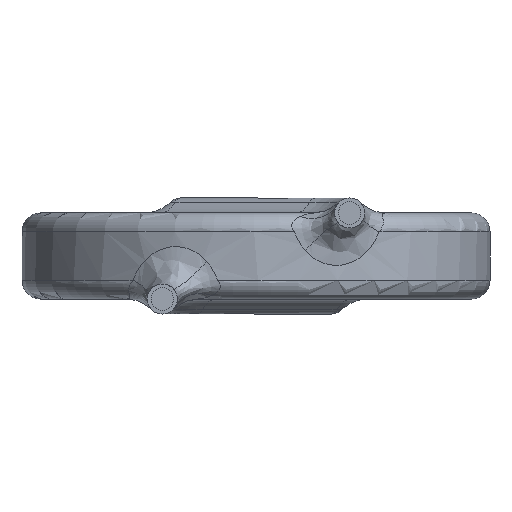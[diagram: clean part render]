
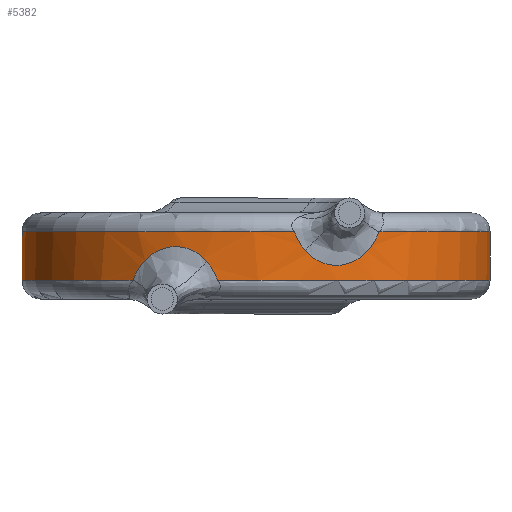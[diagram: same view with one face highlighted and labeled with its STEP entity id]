
A CAD part, front view. The second image highlights one B-rep face of the part: STEP entity #5382.
In plain terms, the highlighted cylindrical face has radius 6.25 mm (diameter 12.5 mm), a partial arc.
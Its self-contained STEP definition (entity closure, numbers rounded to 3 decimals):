
#30 = VERTEX_POINT ( 'NONE', #7571 ) ;
#39 = LINE ( 'NONE', #5885, #4904 ) ;
#132 = ORIENTED_EDGE ( 'NONE', *, *, #2695, .T. ) ;
#171 = CARTESIAN_POINT ( 'NONE',  ( 2.813, -5.582, -0.029 ) ) ;
#263 = DIRECTION ( 'NONE',  ( 0., 0., -1. ) ) ;
#313 = CIRCLE ( 'NONE', #6995, 6.25 ) ;
#555 = CARTESIAN_POINT ( 'NONE',  ( -2.252, -5.831, 0.251 ) ) ;
#741 = ORIENTED_EDGE ( 'NONE', *, *, #7056, .F. ) ;
#743 = B_SPLINE_CURVE_WITH_KNOTS ( 'NONE', 3,
 ( #6224, #2733, #2865, #1565 ),
 .UNSPECIFIED., .F., .F.,
 ( 4, 4 ),
 ( 0., 1. ),
 .UNSPECIFIED. ) ;
#872 = CARTESIAN_POINT ( 'NONE',  ( 3.035, -5.464, 0.185 ) ) ;
#979 = CIRCLE ( 'NONE', #2784, 6.25 ) ;
#1052 = CARTESIAN_POINT ( 'NONE',  ( 0., 0., -0.65 ) ) ;
#1091 = DIRECTION ( 'NONE',  ( -1., 0., 0. ) ) ;
#1139 = VERTEX_POINT ( 'NONE', #4046 ) ;
#1275 = DIRECTION ( 'NONE',  ( 0., 0., -1. ) ) ;
#1443 = VERTEX_POINT ( 'NONE', #7110 ) ;
#1477 = DIRECTION ( 'NONE',  ( 0., 0., -1. ) ) ;
#1523 = CARTESIAN_POINT ( 'NONE',  ( 3.248, -5.34, 0.547 ) ) ;
#1565 = CARTESIAN_POINT ( 'NONE',  ( -1.028, -6.165, -0.65 ) ) ;
#1622 = ORIENTED_EDGE ( 'NONE', *, *, #2798, .T. ) ;
#1767 = CARTESIAN_POINT ( 'NONE',  ( 3.282, -5.319, 0.65 ) ) ;
#1957 = CARTESIAN_POINT ( 'NONE',  ( -3.035, -5.464, -0.185 ) ) ;
#2006 = CARTESIAN_POINT ( 'NONE',  ( -3.248, -5.34, -0.547 ) ) ;
#2219 = CARTESIAN_POINT ( 'NONE',  ( 1.311, -6.111, 0.149 ) ) ;
#2240 = AXIS2_PLACEMENT_3D ( 'NONE', #1052, #8437, #1091 ) ;
#2307 = CARTESIAN_POINT ( 'NONE',  ( 3.098, -5.428, 0.269 ) ) ;
#2480 = VERTEX_POINT ( 'NONE', #3192 ) ;
#2532 = DIRECTION ( 'NONE',  ( 0., 0., -1. ) ) ;
#2652 = CARTESIAN_POINT ( 'NONE',  ( -2.549, -5.707, 0.178 ) ) ;
#2695 = EDGE_CURVE ( 'NONE', #6142, #5873, #2913, .T. ) ;
#2733 = CARTESIAN_POINT ( 'NONE',  ( -1.186, -6.138, -0.292 ) ) ;
#2736 = EDGE_CURVE ( 'NONE', #3099, #30, #39, .T. ) ;
#2784 = AXIS2_PLACEMENT_3D ( 'NONE', #6839, #1477, #3536 ) ;
#2798 = EDGE_CURVE ( 'NONE', #7804, #1139, #7585, .T. ) ;
#2804 = ORIENTED_EDGE ( 'NONE', *, *, #7407, .F. ) ;
#2832 = CARTESIAN_POINT ( 'NONE',  ( 2.354, -5.791, -0.236 ) ) ;
#2865 = CARTESIAN_POINT ( 'NONE',  ( -1.091, -6.154, -0.459 ) ) ;
#2871 = CARTESIAN_POINT ( 'NONE',  ( 2.641, -5.665, -0.137 ) ) ;
#2872 = VERTEX_POINT ( 'NONE', #1767 ) ;
#2880 = CARTESIAN_POINT ( 'NONE',  ( 0., 0., -7.293 ) ) ;
#2913 = B_SPLINE_CURVE_WITH_KNOTS ( 'NONE', 3,
 ( #6579, #2006, #7220, #5965, #1957, #5836, #4628, #6525, #2652, #4672, #555, #5924, #7998, #3877, #7175, #4071 ),
 .UNSPECIFIED., .F., .F.,
 ( 4, 2, 2, 2, 2, 2, 2, 4 ),
 ( 0., 0., 0.001, 0.001, 0.001, 0.002, 0.002, 0.003 ),
 .UNSPECIFIED. ) ;
#2932 = CIRCLE ( 'NONE', #2240, 6.25 ) ;
#3055 = CIRCLE ( 'NONE', #7910, 6.25 ) ;
#3099 = VERTEX_POINT ( 'NONE', #4828 ) ;
#3103 = AXIS2_PLACEMENT_3D ( 'NONE', #2880, #263, #4210 ) ;
#3111 = CYLINDRICAL_SURFACE ( 'NONE', #3103, 6.25 ) ;
#3174 = DIRECTION ( 'NONE',  ( 0., 0., -1. ) ) ;
#3192 = CARTESIAN_POINT ( 'NONE',  ( 6.25, 0., -0.65 ) ) ;
#3211 = DIRECTION ( 'NONE',  ( 0., 0., -1. ) ) ;
#3218 = VERTEX_POINT ( 'NONE', #5778 ) ;
#3323 = EDGE_CURVE ( 'NONE', #5873, #3218, #743, .T. ) ;
#3536 = DIRECTION ( 'NONE',  ( -1., 0., 0. ) ) ;
#3538 = CARTESIAN_POINT ( 'NONE',  ( 2.893, -5.541, 0.037 ) ) ;
#3548 = CARTESIAN_POINT ( 'NONE',  ( -1.311, -6.111, -0.149 ) ) ;
#3607 = ORIENTED_EDGE ( 'NONE', *, *, #3621, .T. ) ;
#3621 = EDGE_CURVE ( 'NONE', #2872, #7804, #5509, .T. ) ;
#3661 = CARTESIAN_POINT ( 'NONE',  ( 2.549, -5.707, -0.178 ) ) ;
#3877 = CARTESIAN_POINT ( 'NONE',  ( -1.639, -6.035, 0.138 ) ) ;
#4046 = CARTESIAN_POINT ( 'NONE',  ( 1.028, -6.165, 0.65 ) ) ;
#4059 = CARTESIAN_POINT ( 'NONE',  ( 6.25, 0., -7.293 ) ) ;
#4071 = CARTESIAN_POINT ( 'NONE',  ( -1.311, -6.111, -0.149 ) ) ;
#4111 = ORIENTED_EDGE ( 'NONE', *, *, #3323, .T. ) ;
#4210 = DIRECTION ( 'NONE',  ( -1., 0., 0. ) ) ;
#4283 = CARTESIAN_POINT ( 'NONE',  ( 1.639, -6.035, -0.138 ) ) ;
#4377 = EDGE_CURVE ( 'NONE', #1139, #3099, #313, .T. ) ;
#4628 = CARTESIAN_POINT ( 'NONE',  ( -2.813, -5.582, 0.029 ) ) ;
#4672 = CARTESIAN_POINT ( 'NONE',  ( -2.354, -5.791, 0.236 ) ) ;
#4828 = CARTESIAN_POINT ( 'NONE',  ( -6.25, 0., 0.65 ) ) ;
#4904 = VECTOR ( 'NONE', #3174, 1000. ) ;
#4933 = CARTESIAN_POINT ( 'NONE',  ( 3.205, -5.366, 0.45 ) ) ;
#4968 = CARTESIAN_POINT ( 'NONE',  ( 1.311, -6.111, 0.149 ) ) ;
#5203 = DIRECTION ( 'NONE',  ( -1., 0., 0. ) ) ;
#5382 = ADVANCED_FACE ( 'NONE', ( #8323 ), #3111, .T. ) ;
#5493 = CARTESIAN_POINT ( 'NONE',  ( 2.252, -5.831, -0.251 ) ) ;
#5509 = B_SPLINE_CURVE_WITH_KNOTS ( 'NONE', 3,
 ( #8217, #1523, #4933, #2307, #872, #3538, #171, #2871, #3661, #2832, #5493, #8133, #5536, #4283, #8170, #2219 ),
 .UNSPECIFIED., .F., .F.,
 ( 4, 2, 2, 2, 2, 2, 2, 4 ),
 ( 0., 0., 0.001, 0.001, 0.001, 0.002, 0.002, 0.003 ),
 .UNSPECIFIED. ) ;
#5536 = CARTESIAN_POINT ( 'NONE',  ( 1.94, -5.942, -0.233 ) ) ;
#5569 = ORIENTED_EDGE ( 'NONE', *, *, #8377, .T. ) ;
#5620 = CARTESIAN_POINT ( 'NONE',  ( 1.028, -6.165, 0.65 ) ) ;
#5682 = CARTESIAN_POINT ( 'NONE',  ( 0., 0., 0.65 ) ) ;
#5778 = CARTESIAN_POINT ( 'NONE',  ( -1.028, -6.165, -0.65 ) ) ;
#5836 = CARTESIAN_POINT ( 'NONE',  ( -2.893, -5.541, -0.037 ) ) ;
#5873 = VERTEX_POINT ( 'NONE', #3548 ) ;
#5885 = CARTESIAN_POINT ( 'NONE',  ( -6.25, 0., -7.293 ) ) ;
#5924 = CARTESIAN_POINT ( 'NONE',  ( -2.046, -5.907, 0.249 ) ) ;
#5965 = CARTESIAN_POINT ( 'NONE',  ( -3.098, -5.428, -0.269 ) ) ;
#5999 = VECTOR ( 'NONE', #3211, 1000. ) ;
#6064 = ORIENTED_EDGE ( 'NONE', *, *, #7950, .F. ) ;
#6142 = VERTEX_POINT ( 'NONE', #6675 ) ;
#6224 = CARTESIAN_POINT ( 'NONE',  ( -1.311, -6.111, -0.149 ) ) ;
#6350 = ORIENTED_EDGE ( 'NONE', *, *, #4377, .T. ) ;
#6525 = CARTESIAN_POINT ( 'NONE',  ( -2.641, -5.665, 0.137 ) ) ;
#6579 = CARTESIAN_POINT ( 'NONE',  ( -3.282, -5.319, -0.65 ) ) ;
#6675 = CARTESIAN_POINT ( 'NONE',  ( -3.282, -5.319, -0.65 ) ) ;
#6705 = LINE ( 'NONE', #4059, #5999 ) ;
#6839 = CARTESIAN_POINT ( 'NONE',  ( 0., 0., 0.65 ) ) ;
#6995 = AXIS2_PLACEMENT_3D ( 'NONE', #5682, #2532, #7624 ) ;
#7056 = EDGE_CURVE ( 'NONE', #6142, #30, #2932, .T. ) ;
#7110 = CARTESIAN_POINT ( 'NONE',  ( 6.25, 0., 0.65 ) ) ;
#7175 = CARTESIAN_POINT ( 'NONE',  ( -1.454, -6.08, 0.013 ) ) ;
#7218 = ORIENTED_EDGE ( 'NONE', *, *, #2736, .T. ) ;
#7220 = CARTESIAN_POINT ( 'NONE',  ( -3.205, -5.366, -0.45 ) ) ;
#7407 = EDGE_CURVE ( 'NONE', #1443, #2480, #6705, .T. ) ;
#7441 = EDGE_LOOP ( 'NONE', ( #2804, #5569, #3607, #1622, #6350, #7218, #741, #132, #4111, #6064 ) ) ;
#7571 = CARTESIAN_POINT ( 'NONE',  ( -6.25, 0., -0.65 ) ) ;
#7585 = B_SPLINE_CURVE_WITH_KNOTS ( 'NONE', 3,
 ( #4968, #8257, #8389, #5620 ),
 .UNSPECIFIED., .F., .F.,
 ( 4, 4 ),
 ( 0., 1. ),
 .UNSPECIFIED. ) ;
#7624 = DIRECTION ( 'NONE',  ( -1., 0., 0. ) ) ;
#7804 = VERTEX_POINT ( 'NONE', #8188 ) ;
#7910 = AXIS2_PLACEMENT_3D ( 'NONE', #8490, #1275, #5203 ) ;
#7950 = EDGE_CURVE ( 'NONE', #2480, #3218, #3055, .T. ) ;
#7998 = CARTESIAN_POINT ( 'NONE',  ( -1.94, -5.942, 0.233 ) ) ;
#8133 = CARTESIAN_POINT ( 'NONE',  ( 2.046, -5.907, -0.249 ) ) ;
#8170 = CARTESIAN_POINT ( 'NONE',  ( 1.454, -6.08, -0.013 ) ) ;
#8188 = CARTESIAN_POINT ( 'NONE',  ( 1.311, -6.111, 0.149 ) ) ;
#8217 = CARTESIAN_POINT ( 'NONE',  ( 3.282, -5.319, 0.65 ) ) ;
#8257 = CARTESIAN_POINT ( 'NONE',  ( 1.186, -6.138, 0.292 ) ) ;
#8323 = FACE_OUTER_BOUND ( 'NONE', #7441, .T. ) ;
#8377 = EDGE_CURVE ( 'NONE', #1443, #2872, #979, .T. ) ;
#8389 = CARTESIAN_POINT ( 'NONE',  ( 1.091, -6.154, 0.459 ) ) ;
#8437 = DIRECTION ( 'NONE',  ( 0., 0., -1. ) ) ;
#8490 = CARTESIAN_POINT ( 'NONE',  ( 0., 0., -0.65 ) ) ;
